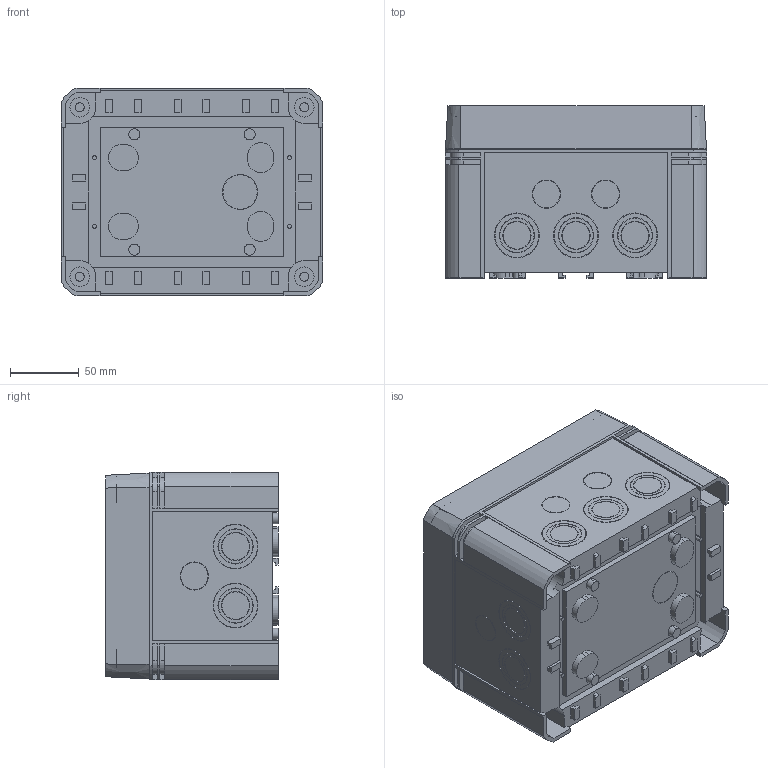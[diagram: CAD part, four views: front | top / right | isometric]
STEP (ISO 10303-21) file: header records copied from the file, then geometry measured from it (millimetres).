
FILE_DESCRIPTION (( 'STEP AP214' ), '1' );
FILE_NAME ('2005096.STEP', '2024-03-08T13:45:44', ( '' ), ( '' ), 'SwSTEP 2.0', 'SolidWorks 2022', '' );
FILE_SCHEMA (( 'AUTOMOTIVE_DESIGN' ));
Length unit declared in the file: millimetre
Products named in the file (10): 2005096; 116133_55; pan head cross recess screw_iso_ISO 7045 - M3 x 10 - Z --- 10N; 050522_Deckel-X10-RAL7035; 092861_S-916; 091280_Standard; ED170-04-02_Standard; 113230_Standart; 087700_Standard; 076708_S916BC 9-Abö-JB
Assembly tree (19 placements, depth 3):
  2005096
    076708_S916BC 9-Abö-JB
    113230_Standart
      050522_Deckel-X10-RAL7035
    087700_Standard  x4
    ED170-04-02_Standard  x4
    091280_Standard  x2
    092861_S-916
    pan head cross recess screw_iso_ISO 7045 - M3 x 10 - Z --- 10N  x4
    116133_55
Bounding box: 190.5 x 125.41 x 150.9 mm (x, y, z)
Volume: 534909.6 mm3; surface area: 385676.5 mm2
Topology: 18 solids, 18 shells, 1226 faces, 3027 edges, 1950 vertices
Faces by surface type: plane 707, cylinder 371, cone 80, bspline 32, torus 20, sphere 16
Entity records: 32133 total; most frequent: CARTESIAN_POINT 6203, DIRECTION 4984, ORIENTED_EDGE 4858, EDGE_CURVE 2429, AXIS2_PLACEMENT_3D 1707, VERTEX_POINT 1582, VECTOR 1570, LINE 1570
